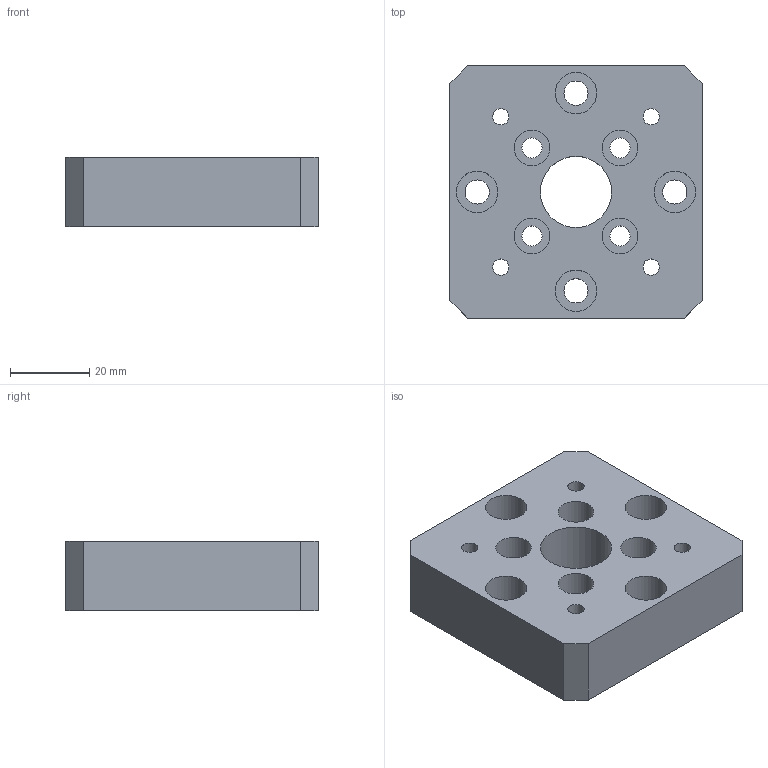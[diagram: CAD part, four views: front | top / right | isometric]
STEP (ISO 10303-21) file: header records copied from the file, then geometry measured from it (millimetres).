
FILE_DESCRIPTION(/* description */ (''),/* implementation_level */ '2;1');
FILE_NAME(/* name */ 'Part_Top_a_Blue.stp',/* time_stamp */ '2022-10-01T16:35:03+01:00',/* author */ ('romanp'),/* organization */ (''),/* preprocessor_version */ 'ST-DEVELOPER v19',/* originating_system */ 'Autodesk Inventor 2023',/* authorisation */ '');
FILE_SCHEMA (('AUTOMOTIVE_DESIGN { 1 0 10303 214 3 1 1 }'));
Length unit declared in the file: millimetre
Products named in the file (1): Part_1_new_a_magnetic
Bounding box: 63.77 x 63.77 x 17.5 mm (x, y, z)
Volume: 57161.5 mm3; surface area: 16986.4 mm2
Topology: 1 solids, 1 shells, 67 faces, 159 edges, 106 vertices
Faces by surface type: plane 46, cylinder 21
Full cylindrical faces by diameter (mm): 4.1 x4, 5.1 x4, 6.1 x4, 9 x4, 10.5 x4, 18 x1
Entity records: 2030 total; most frequent: DIRECTION 337, CARTESIAN_POINT 333, ORIENTED_EDGE 318, EDGE_CURVE 159, LINE 117, VECTOR 117, AXIS2_PLACEMENT_3D 110, VERTEX_POINT 106
